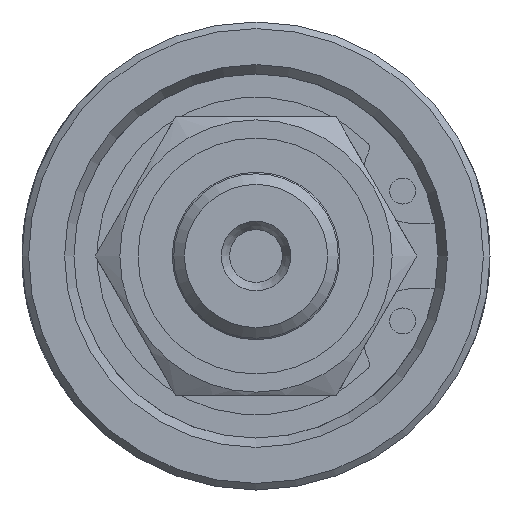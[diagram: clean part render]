
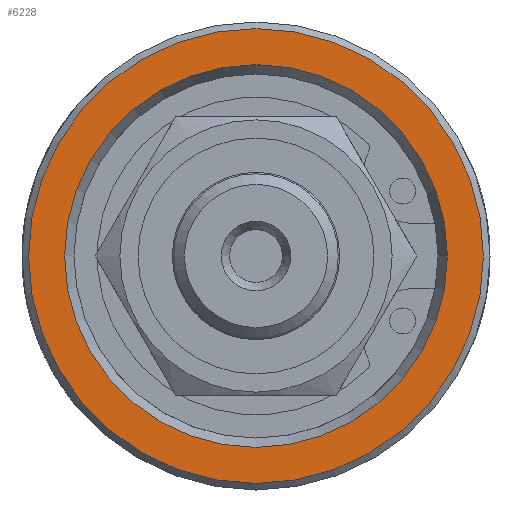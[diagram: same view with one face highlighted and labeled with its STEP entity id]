
A CAD part, left-side view. The second image highlights one B-rep face of the part: STEP entity #6228.
In plain terms, the highlighted planar face has unit normal (-1, 0, 0).
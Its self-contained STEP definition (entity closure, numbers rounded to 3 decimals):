
#70=FACE_BOUND('',#2192,.T.);
#1799=FACE_OUTER_BOUND('',#2191,.T.);
#2191=EDGE_LOOP('',(#5764));
#2192=EDGE_LOOP('',(#5765,#5766));
#2398=CIRCLE('',#6649,13.785);
#2399=CIRCLE('',#6651,11.6);
#2400=CIRCLE('',#6652,11.6);
#3016=VERTEX_POINT('',#56041);
#3017=VERTEX_POINT('',#56045);
#3018=VERTEX_POINT('',#56046);
#3936=EDGE_CURVE('',#3016,#3016,#2398,.T.);
#3937=EDGE_CURVE('',#3017,#3018,#2399,.T.);
#3938=EDGE_CURVE('',#3018,#3017,#2400,.T.);
#5764=ORIENTED_EDGE('',*,*,#3936,.F.);
#5765=ORIENTED_EDGE('',*,*,#3937,.T.);
#5766=ORIENTED_EDGE('',*,*,#3938,.T.);
#5881=PLANE('',#6650);
#6228=ADVANCED_FACE('',(#1799,#70),#5881,.T.);
#6649=AXIS2_PLACEMENT_3D('',#56043,#7789,#7790);
#6650=AXIS2_PLACEMENT_3D('',#56044,#7791,#7792);
#6651=AXIS2_PLACEMENT_3D('',#56047,#7793,#7794);
#6652=AXIS2_PLACEMENT_3D('',#56048,#7795,#7796);
#7789=DIRECTION('center_axis',(1.,0.,0.));
#7790=DIRECTION('ref_axis',(0.,-1.,0.));
#7791=DIRECTION('center_axis',(-1.,0.,0.));
#7792=DIRECTION('ref_axis',(0.,0.,1.));
#7793=DIRECTION('center_axis',(1.,0.,0.));
#7794=DIRECTION('ref_axis',(0.,1.,0.));
#7795=DIRECTION('center_axis',(1.,0.,0.));
#7796=DIRECTION('ref_axis',(0.,1.,0.));
#56041=CARTESIAN_POINT('',(0.,13.785,0.));
#56043=CARTESIAN_POINT('Origin',(0.,0.,0.));
#56044=CARTESIAN_POINT('Origin',(0.,7.093,0.));
#56045=CARTESIAN_POINT('',(0.,11.6,0.));
#56046=CARTESIAN_POINT('',(0.,-11.6,0.));
#56047=CARTESIAN_POINT('Origin',(0.,0.,0.));
#56048=CARTESIAN_POINT('Origin',(0.,0.,0.));
